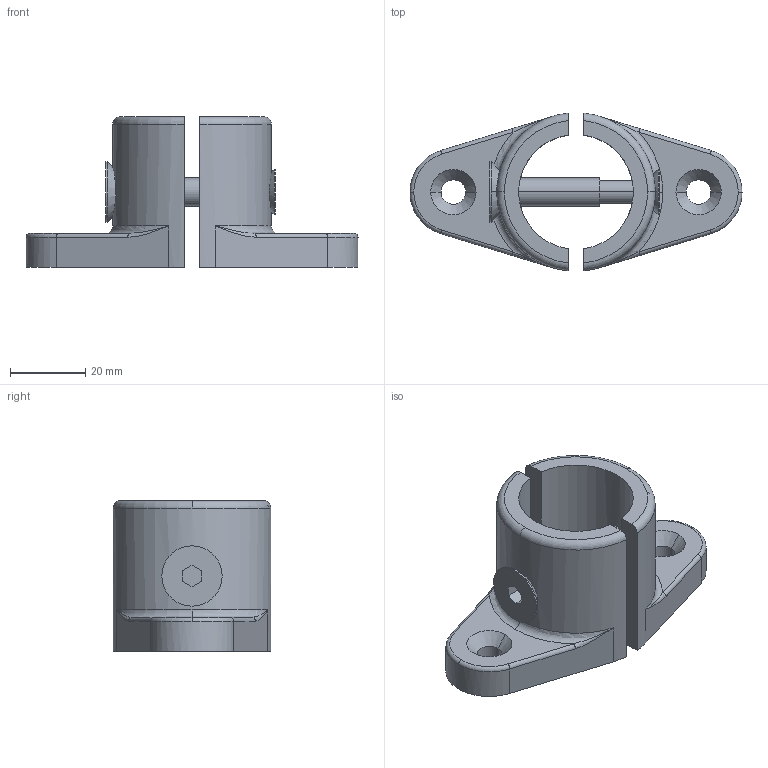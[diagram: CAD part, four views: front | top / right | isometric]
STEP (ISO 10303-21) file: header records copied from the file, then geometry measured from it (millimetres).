
FILE_DESCRIPTION (( 'STEP AP203' ), '1' );
FILE_NAME ('Geländerfuß-Bodenplatte 0301100000.STEP', '2011-12-14T08:44:59', ( '' ), ( '' ), 'SwSTEP 2.0', 'SolidWorks 2007', '' );
FILE_SCHEMA (( 'CONFIG_CONTROL_DESIGN' ));
Length unit declared in the file: millimetre
Products named in the file (1): Geländerfuß-Bodenplatte 0301100000
Bounding box: 88 x 41.81 x 40 mm (x, y, z)
Surface area: 15165.6 mm2 (no closed solid volume)
Topology: 0 solids, 6 shells, 78 faces, 200 edges, 126 vertices
Faces by surface type: plane 30, cylinder 24, torus 12, cone 8, bspline 4
Entity records: 2863 total; most frequent: CARTESIAN_POINT 900, DIRECTION 408, ORIENTED_EDGE 372, EDGE_CURVE 196, AXIS2_PLACEMENT_3D 157, VERTEX_POINT 126, LINE 94, VECTOR 94
